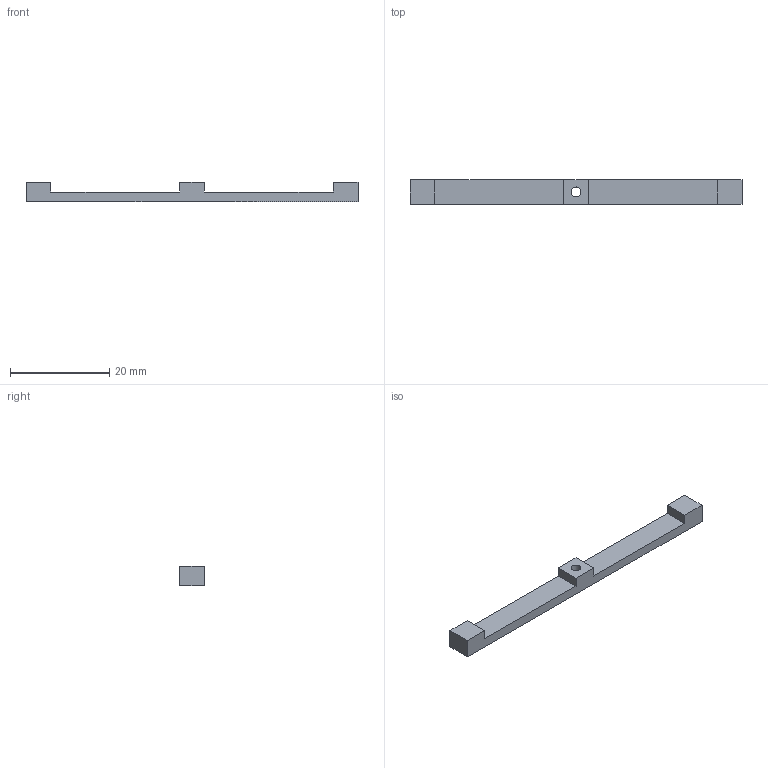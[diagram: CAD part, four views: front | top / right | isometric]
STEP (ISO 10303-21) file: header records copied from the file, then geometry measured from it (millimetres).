
FILE_DESCRIPTION(/* description */ (''),/* implementation_level */ '2;1');
FILE_NAME(/* name */ 'top_conductor.ipt.stp',/* time_stamp */ '2016-11-04T11:03:29+01:00',/* author */ ('tguillod'),/* organization */ (''),/* preprocessor_version */ 'ST-DEVELOPER v15.2',/* originating_system */ 'Autodesk Inventor 2014',/* authorisation */ '');
FILE_SCHEMA (('AUTOMOTIVE_DESIGN { 1 0 10303 214 3 1 1 }'));
Length unit declared in the file: millimetre
Products named in the file (1): top_conductor
Bounding box: 67 x 5 x 4 mm (x, y, z)
Volume: 807.3 mm3; surface area: 1096.9 mm2
Topology: 1 solids, 1 shells, 15 faces, 40 edges, 27 vertices
Faces by surface type: plane 14, cylinder 1
Full cylindrical faces by diameter (mm): 2.013 x1
Entity records: 475 total; most frequent: CARTESIAN_POINT 80, ORIENTED_EDGE 76, DIRECTION 72, EDGE_CURVE 38, LINE 36, VECTOR 36, VERTEX_POINT 26, EDGE_LOOP 18
